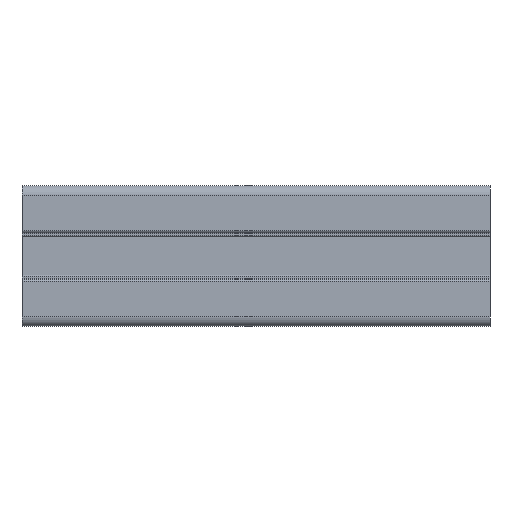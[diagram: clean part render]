
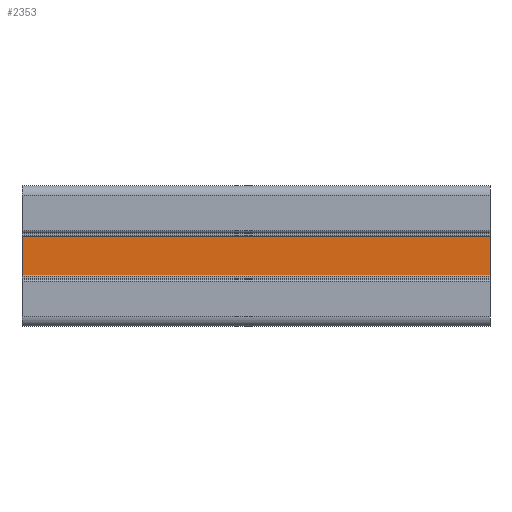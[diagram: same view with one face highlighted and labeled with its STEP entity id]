
A CAD part, front view. The second image highlights one B-rep face of the part: STEP entity #2353.
In plain terms, the highlighted planar face has unit normal (0, -1, 0).
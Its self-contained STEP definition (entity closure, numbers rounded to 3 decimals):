
#25=PLANE('',#2623);
#89=FACE_OUTER_BOUND('',#221,.T.);
#221=EDGE_LOOP('',(#1815,#1816,#1817,#1818));
#347=LINE('',#3538,#581);
#434=LINE('',#3891,#668);
#459=LINE('',#3994,#693);
#461=LINE('',#3997,#695);
#581=VECTOR('',#2785,1000.);
#668=VECTOR('',#3058,1000.);
#693=VECTOR('',#3143,1000.);
#695=VECTOR('',#3147,1000.);
#958=VERTEX_POINT('',#3535);
#959=VERTEX_POINT('',#3537);
#1070=VERTEX_POINT('',#3765);
#1132=VERTEX_POINT('',#3889);
#1202=EDGE_CURVE('',#958,#959,#347,.T.);
#1381=EDGE_CURVE('',#1070,#1132,#434,.T.);
#1435=EDGE_CURVE('',#958,#1070,#459,.T.);
#1437=EDGE_CURVE('',#959,#1132,#461,.T.);
#1815=ORIENTED_EDGE('',*,*,#1381,.T.);
#1816=ORIENTED_EDGE('',*,*,#1437,.F.);
#1817=ORIENTED_EDGE('',*,*,#1202,.F.);
#1818=ORIENTED_EDGE('',*,*,#1435,.T.);
#2353=ADVANCED_FACE('',(#89),#25,.F.);
#2623=AXIS2_PLACEMENT_3D('',#3996,#3145,#3146);
#2785=DIRECTION('',(0.,0.,-1.));
#3058=DIRECTION('',(0.,0.,-1.));
#3143=DIRECTION('',(-1.,0.,0.));
#3145=DIRECTION('center_axis',(0.,1.,0.));
#3146=DIRECTION('ref_axis',(0.,0.,1.));
#3147=DIRECTION('',(-1.,0.,0.));
#3535=CARTESIAN_POINT('',(100.,-5.8,4.262));
#3537=CARTESIAN_POINT('',(100.,-5.8,-4.12));
#3538=CARTESIAN_POINT('',(100.,-5.8,4.262));
#3765=CARTESIAN_POINT('',(0.,-5.8,4.262));
#3889=CARTESIAN_POINT('',(0.,-5.8,-4.12));
#3891=CARTESIAN_POINT('',(0.,-5.8,4.262));
#3994=CARTESIAN_POINT('',(100.,-5.8,4.262));
#3996=CARTESIAN_POINT('Origin',(100.,-5.8,4.262));
#3997=CARTESIAN_POINT('',(100.,-5.8,-4.12));
